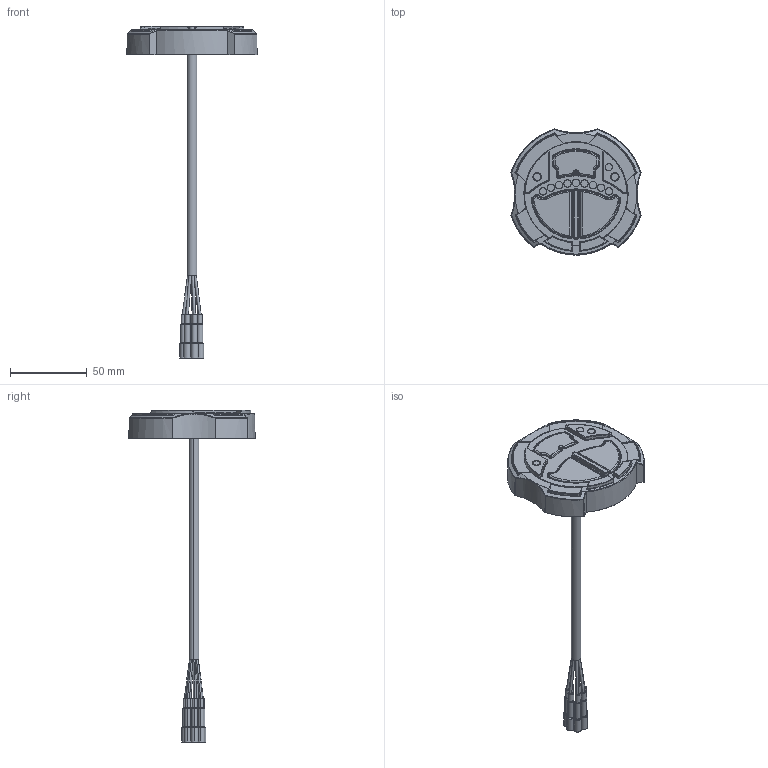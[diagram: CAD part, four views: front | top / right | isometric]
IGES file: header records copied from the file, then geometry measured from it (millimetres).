
Start section: SolidWorks IGES file using analytic representation for surfaces
Global section: file name: UBEC1Sdd.IGS; native system: SolidWorks 2011; preprocessor: SolidWorks 2011; author: RAsire; date: 110705.160315; units: inch
Bounding box: 85.04 x 82.48 x 216.69 mm (x, y, z)
Surface area: 52674.6 mm2 (no closed solid volume)
Topology: 0 solids, 0 shells, 1074 faces, 11654 edges, 11577 vertices
Faces by surface type: bspline 605, revolution 469
